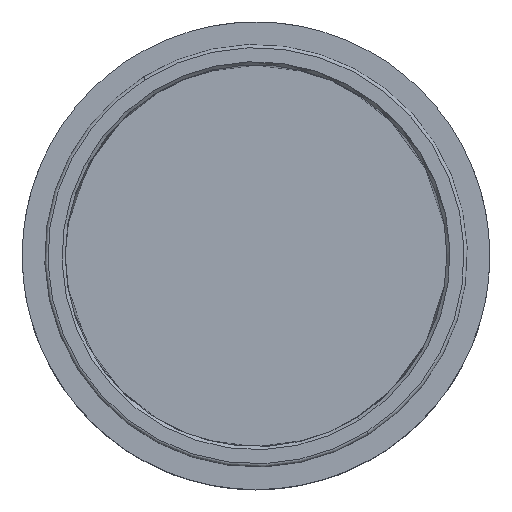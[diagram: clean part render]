
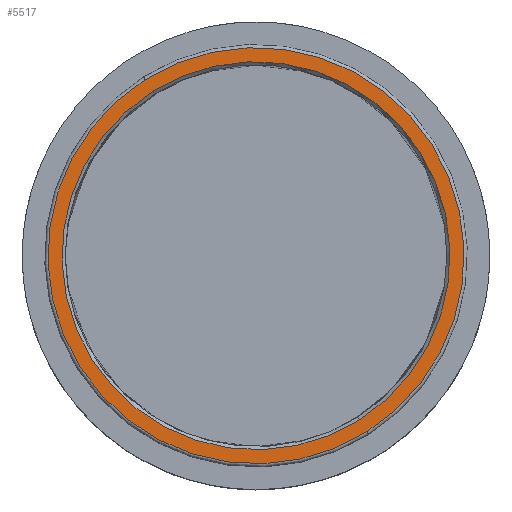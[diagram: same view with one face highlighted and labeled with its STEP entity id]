
A CAD part, top view. The second image highlights one B-rep face of the part: STEP entity #5517.
In plain terms, the highlighted planar face has unit normal (0, 0, 1).
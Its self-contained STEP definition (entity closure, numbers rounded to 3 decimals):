
#60 = DIRECTION ( 'NONE',  ( -0.533, 0.846, 0. ) ) ;
#210 = CARTESIAN_POINT ( 'NONE',  ( -348.431, 553.809, 675. ) ) ;
#612 = CIRCLE ( 'NONE', #3463, 610. ) ;
#633 = ORIENTED_EDGE ( 'NONE', *, *, #19893, .T. ) ;
#684 = FACE_BOUND ( 'NONE', #14449, .T. ) ;
#964 = AXIS2_PLACEMENT_3D ( 'NONE', #15638, #11864, #3737 ) ;
#975 = CIRCLE ( 'NONE', #10221, 610. ) ;
#1975 = VERTEX_POINT ( 'NONE', #2542 ) ;
#2317 = DIRECTION ( 'NONE',  ( -0.533, 0.846, 0. ) ) ;
#2542 = CARTESIAN_POINT ( 'NONE',  ( 324.841, -516.313, 675. ) ) ;
#2692 = FACE_OUTER_BOUND ( 'NONE', #8751, .T. ) ;
#3336 = CARTESIAN_POINT ( 'NONE',  ( -324.841, 516.313, 675. ) ) ;
#3463 = AXIS2_PLACEMENT_3D ( 'NONE', #8507, #10607, #60 ) ;
#3737 = DIRECTION ( 'NONE',  ( -0.533, 0.846, 0. ) ) ;
#4200 = DIRECTION ( 'NONE',  ( 0., 0., -1. ) ) ;
#4240 = CARTESIAN_POINT ( 'NONE',  ( 0., 0., 675. ) ) ;
#5517 = ADVANCED_FACE ( 'NONE', ( #684, #2692 ), #7457, .T. ) ;
#6981 = CIRCLE ( 'NONE', #964, 654.3 ) ;
#7347 = ORIENTED_EDGE ( 'NONE', *, *, #17316, .T. ) ;
#7457 = PLANE ( 'NONE',  #13718 ) ;
#7597 = ORIENTED_EDGE ( 'NONE', *, *, #10545, .F. ) ;
#7689 = AXIS2_PLACEMENT_3D ( 'NONE', #14208, #20760, #17638 ) ;
#8350 = ORIENTED_EDGE ( 'NONE', *, *, #13785, .F. ) ;
#8507 = CARTESIAN_POINT ( 'NONE',  ( 0., 0., 675. ) ) ;
#8539 = VERTEX_POINT ( 'NONE', #3336 ) ;
#8567 = VERTEX_POINT ( 'NONE', #210 ) ;
#8751 = EDGE_LOOP ( 'NONE', ( #7597, #8350 ) ) ;
#10221 = AXIS2_PLACEMENT_3D ( 'NONE', #17639, #4200, #2317 ) ;
#10545 = EDGE_CURVE ( 'NONE', #8567, #13549, #21181, .T. ) ;
#10607 = DIRECTION ( 'NONE',  ( 0., 0., -1. ) ) ;
#11019 = DIRECTION ( 'NONE',  ( 0., 0., 1. ) ) ;
#11864 = DIRECTION ( 'NONE',  ( 0., 0., -1. ) ) ;
#13549 = VERTEX_POINT ( 'NONE', #17184 ) ;
#13718 = AXIS2_PLACEMENT_3D ( 'NONE', #4240, #11019, #17796 ) ;
#13785 = EDGE_CURVE ( 'NONE', #13549, #8567, #6981, .T. ) ;
#14208 = CARTESIAN_POINT ( 'NONE',  ( 0., 0., 675. ) ) ;
#14449 = EDGE_LOOP ( 'NONE', ( #633, #7347 ) ) ;
#15638 = CARTESIAN_POINT ( 'NONE',  ( 0., 0., 675. ) ) ;
#17184 = CARTESIAN_POINT ( 'NONE',  ( 348.431, -553.809, 675. ) ) ;
#17316 = EDGE_CURVE ( 'NONE', #8539, #1975, #612, .T. ) ;
#17638 = DIRECTION ( 'NONE',  ( -0.533, 0.846, 0. ) ) ;
#17639 = CARTESIAN_POINT ( 'NONE',  ( 0., 0., 675. ) ) ;
#17796 = DIRECTION ( 'NONE',  ( 1., 0., 0. ) ) ;
#19893 = EDGE_CURVE ( 'NONE', #1975, #8539, #975, .T. ) ;
#20760 = DIRECTION ( 'NONE',  ( 0., 0., -1. ) ) ;
#21181 = CIRCLE ( 'NONE', #7689, 654.3 ) ;
